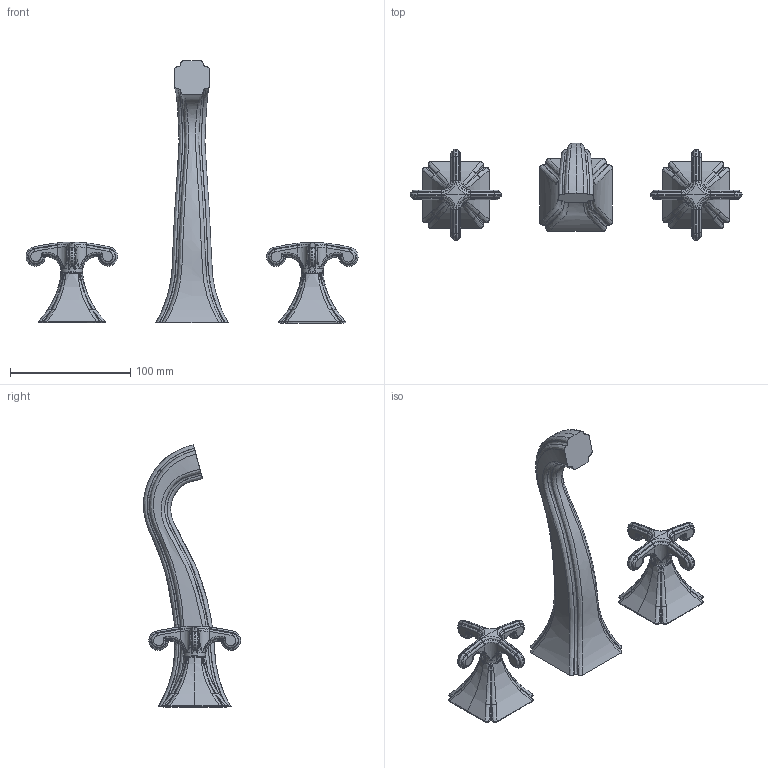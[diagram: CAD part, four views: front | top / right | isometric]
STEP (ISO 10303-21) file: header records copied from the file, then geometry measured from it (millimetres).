
FILE_DESCRIPTION((''),'2;1');
FILE_NAME('3-2521_SW0001','2020-11-25T16:00:27',('rsmith'),(''),'CREO PARAMETRIC BY PTC INC, 2018400','CREO PARAMETRIC BY PTC INC, 2018400','');
FILE_SCHEMA(('AUTOMOTIVE_DESIGN { 1 0 10303 214 1 1 1 1 }'));
Products named in the file (1): 3-2521_SW0001
Bounding box: 276.19 x 80.73 x 218.4 mm (x, y, z)
Volume: 312114.4 mm3; surface area: 62808.5 mm2
Topology: 3 solids, 5 shells, 667 faces, 1509 edges, 842 vertices
Faces by surface type: bspline 507, cylinder 72, torus 32, plane 30, sphere 26
Entity records: 72644 total; most frequent: CARTESIAN_POINT 49504, ORIENTED_EDGE 2986, PRESENTATION_STYLE_ASSIGNMENT 2130, STYLED_ITEM 1502, CURVE_STYLE 1493, EDGE_CURVE 1493, DIRECTION 1272, FILL_AREA_STYLE_COLOUR 1231
